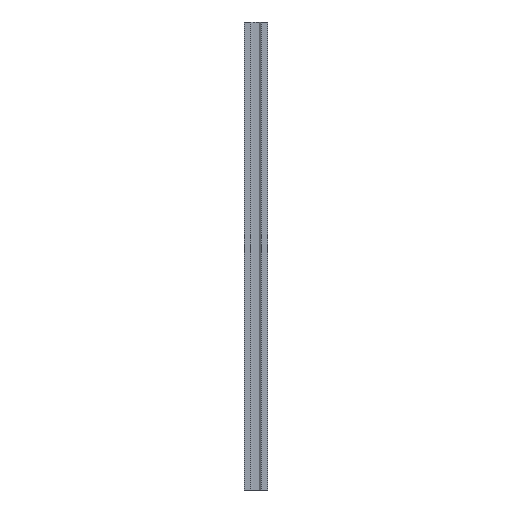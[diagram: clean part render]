
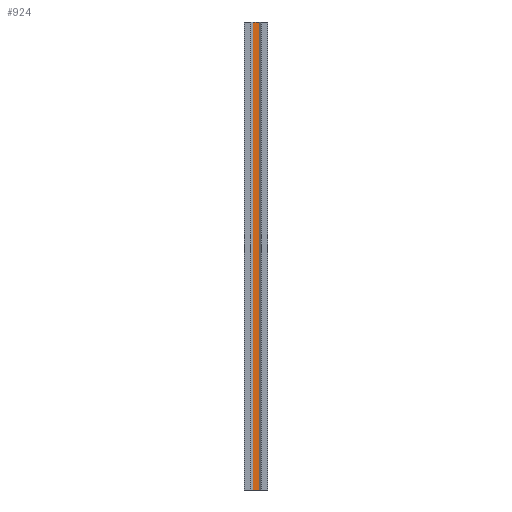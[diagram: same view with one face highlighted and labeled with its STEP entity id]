
A CAD part, front view. The second image highlights one B-rep face of the part: STEP entity #924.
In plain terms, the highlighted planar face has unit normal (0, -1, 0).
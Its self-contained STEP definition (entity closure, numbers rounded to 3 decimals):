
#17=PLANE('',#993);
#64=FACE_OUTER_BOUND('',#111,.T.);
#111=EDGE_LOOP('',(#656,#657,#658,#659));
#160=LINE('',#1282,#293);
#161=LINE('',#1284,#294);
#162=LINE('',#1286,#295);
#163=LINE('',#1287,#296);
#293=VECTOR('',#1050,10.);
#294=VECTOR('',#1051,10.);
#295=VECTOR('',#1052,10.);
#296=VECTOR('',#1053,10.);
#429=VERTEX_POINT('',#1280);
#430=VERTEX_POINT('',#1281);
#431=VERTEX_POINT('',#1283);
#432=VERTEX_POINT('',#1285);
#520=EDGE_CURVE('',#429,#430,#160,.T.);
#521=EDGE_CURVE('',#431,#430,#161,.T.);
#522=EDGE_CURVE('',#432,#431,#162,.T.);
#523=EDGE_CURVE('',#432,#429,#163,.T.);
#656=ORIENTED_EDGE('',*,*,#520,.T.);
#657=ORIENTED_EDGE('',*,*,#521,.F.);
#658=ORIENTED_EDGE('',*,*,#522,.F.);
#659=ORIENTED_EDGE('',*,*,#523,.T.);
#924=ADVANCED_FACE('',(#64),#17,.T.);
#993=AXIS2_PLACEMENT_3D('',#1279,#1048,#1049);
#1048=DIRECTION('center_axis',(0.,-1.,0.));
#1049=DIRECTION('ref_axis',(1.,0.,0.));
#1050=DIRECTION('',(0.,0.,1.));
#1051=DIRECTION('',(1.,0.,0.));
#1052=DIRECTION('',(0.,0.,1.));
#1053=DIRECTION('',(1.,0.,0.));
#1279=CARTESIAN_POINT('Origin',(-3.901,-3.901,0.));
#1280=CARTESIAN_POINT('',(2.84,-3.901,0.));
#1281=CARTESIAN_POINT('',(2.84,-3.901,400.));
#1282=CARTESIAN_POINT('',(2.84,-3.901,0.));
#1283=CARTESIAN_POINT('',(-2.84,-3.901,400.));
#1284=CARTESIAN_POINT('',(-3.901,-3.901,400.));
#1285=CARTESIAN_POINT('',(-2.84,-3.901,0.));
#1286=CARTESIAN_POINT('',(-2.84,-3.901,0.));
#1287=CARTESIAN_POINT('',(-3.901,-3.901,0.));
